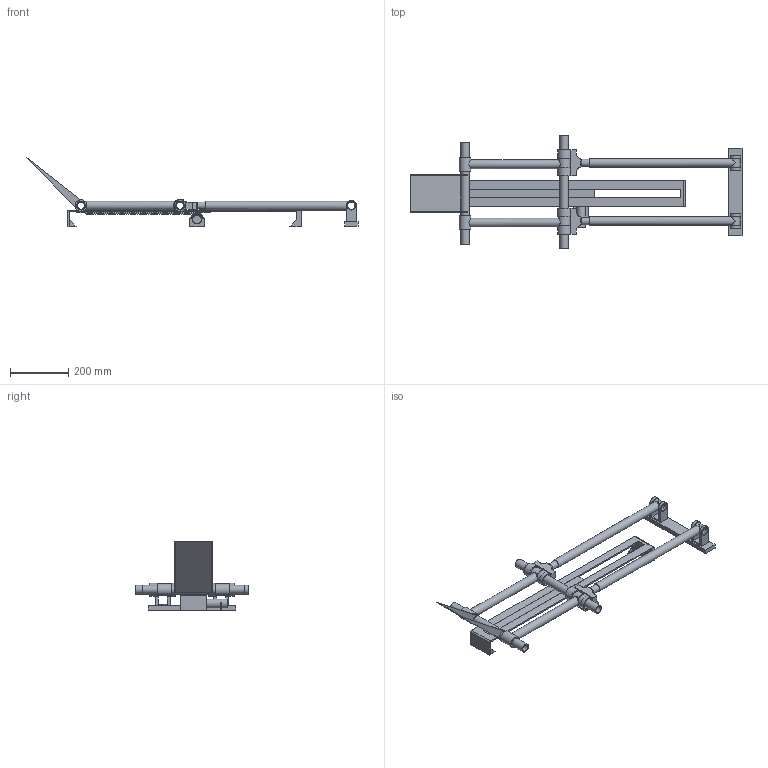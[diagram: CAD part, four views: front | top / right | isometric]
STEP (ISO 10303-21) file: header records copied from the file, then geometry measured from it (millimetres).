
FILE_DESCRIPTION(/* description */ (''),/* implementation_level */ '2;1');
FILE_NAME(/* name */ 'Final design_.step',/* time_stamp */ '2024-04-10T12:13:59+05:30',/* author */ (''),/* organization */ (''),/* preprocessor_version */ 'ST-DEVELOPER v20',/* originating_system */ 'Autodesk Translation Framework v12.20.1.177',/* authorisation */ '');
FILE_SCHEMA (('AUTOMOTIVE_DESIGN { 1 0 10303 214 3 1 1 }'));
Length unit declared in the file: millimetre
Products named in the file (10): Final design; revolute joint; femur; tibia; Rack-pinion; Shaft; Spur Gear (20 teeth); Rack; footrest; motor mount
Assembly tree (12 placements, depth 3):
  Final design
    revolute joint  x2
    femur  x2
    tibia  x2
    Rack-pinion
      Shaft
      Spur Gear (20 teeth)
      Rack
      footrest
    motor mount
Bounding box: 1139.3 x 390 x 238.67 mm (x, y, z)
Volume: 1812310.2 mm3; surface area: 932006.3 mm2
Topology: 28 solids, 30 shells, 803 faces, 2203 edges, 1460 vertices
Faces by surface type: plane 468, cylinder 283, bspline 48, torus 4
Full cylindrical faces by diameter (mm): 6 x2, 8 x1, 10 x1, 20 x1, 25 x10, 30 x17, 40 x8
Entity records: 35871 total; most frequent: CARTESIAN_POINT 16524, ORIENTED_EDGE 4094, DIRECTION 3891, EDGE_CURVE 2047, LINE 1445, VECTOR 1445, VERTEX_POINT 1362, AXIS2_PLACEMENT_3D 1223
